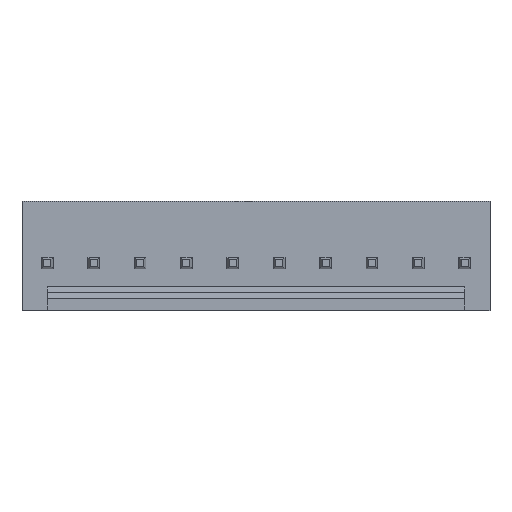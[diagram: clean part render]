
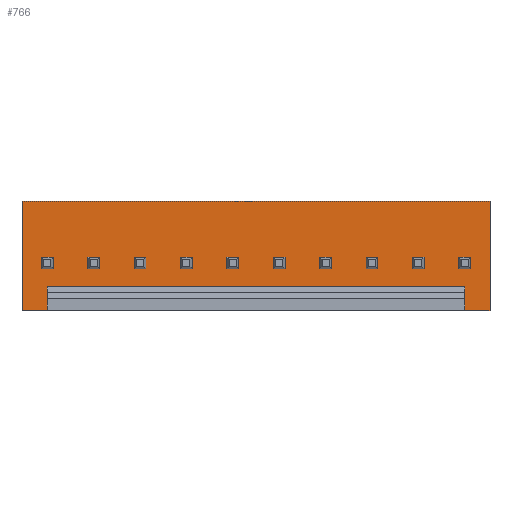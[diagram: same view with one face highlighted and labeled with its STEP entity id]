
A CAD part, top view. The second image highlights one B-rep face of the part: STEP entity #766.
In plain terms, the highlighted planar face has unit normal (0, 0, 1).
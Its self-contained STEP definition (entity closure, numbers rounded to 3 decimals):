
#766=ADVANCED_FACE('',(#1307),#1309,.T.);
#1307=FACE_BOUND('',#1308,.T.);
#1308=EDGE_LOOP('',(#1754,#1755,#1756,#1757,#1758,#1759,#1760,#1761));
#1309=PLANE('',#1310);
#1310=AXIS2_PLACEMENT_3D('',#1311,#1312,#1313);
#1311=CARTESIAN_POINT('',(24.255,-1.6,3.));
#1312=DIRECTION('',(0.,-0.,1.));
#1313=DIRECTION('',(0.,1.,0.));
#1754=ORIENTED_EDGE('',*,*,#2014,.T.);
#1755=ORIENTED_EDGE('',*,*,#1939,.T.);
#1756=ORIENTED_EDGE('',*,*,#2015,.F.);
#1757=ORIENTED_EDGE('',*,*,#1925,.F.);
#1758=ORIENTED_EDGE('',*,*,#2016,.F.);
#1759=ORIENTED_EDGE('',*,*,#2017,.F.);
#1760=ORIENTED_EDGE('',*,*,#2018,.T.);
#1761=ORIENTED_EDGE('',*,*,#1921,.F.);
#1921=EDGE_CURVE('',#2144,#2146,#2147,.F.);
#1925=EDGE_CURVE('',#2152,#2154,#2155,.F.);
#1939=EDGE_CURVE('',#2182,#2180,#2183,.T.);
#2014=EDGE_CURVE('',#2144,#2182,#2293,.T.);
#2015=EDGE_CURVE('',#2154,#2180,#2294,.T.);
#2016=EDGE_CURVE('',#2295,#2152,#2296,.T.);
#2017=EDGE_CURVE('',#2297,#2295,#2298,.T.);
#2018=EDGE_CURVE('',#2297,#2146,#2299,.T.);
#2144=VERTEX_POINT('',#2525);
#2146=VERTEX_POINT('',#2529);
#2147=LINE('',#2530,#2531);
#2152=VERTEX_POINT('',#2541);
#2154=VERTEX_POINT('',#2545);
#2155=LINE('',#2546,#2547);
#2180=VERTEX_POINT('',#2597);
#2182=VERTEX_POINT('',#2601);
#2183=LINE('',#2602,#2603);
#2293=LINE('',#2862,#2863);
#2294=LINE('',#2865,#2866);
#2295=VERTEX_POINT('',#2868);
#2296=LINE('',#2869,#2870);
#2297=VERTEX_POINT('',#2872);
#2298=LINE('',#2873,#2874);
#2299=LINE('',#2876,#2877);
#2525=CARTESIAN_POINT('',(24.255,-2.6,3.));
#2529=CARTESIAN_POINT('',(22.86,-2.6,3.));
#2530=CARTESIAN_POINT('',(22.86,-2.6,3.));
#2531=VECTOR('',#2532,1.);
#2532=DIRECTION('',(1.,0.,0.));
#2541=CARTESIAN_POINT('',(0.,-2.6,3.));
#2545=CARTESIAN_POINT('',(-1.395,-2.6,3.));
#2546=CARTESIAN_POINT('',(-1.395,-2.6,3.));
#2547=VECTOR('',#2548,1.);
#2548=DIRECTION('',(1.,0.,0.));
#2597=CARTESIAN_POINT('',(-1.395,3.4,3.));
#2601=CARTESIAN_POINT('',(24.255,3.4,3.));
#2602=CARTESIAN_POINT('',(24.255,3.4,3.));
#2603=VECTOR('',#2604,1.);
#2604=DIRECTION('',(-1.,0.,0.));
#2862=CARTESIAN_POINT('',(24.255,-2.6,3.));
#2863=VECTOR('',#2864,1.);
#2864=DIRECTION('',(0.,1.,0.));
#2865=CARTESIAN_POINT('',(-1.395,-2.6,3.));
#2866=VECTOR('',#2867,1.);
#2867=DIRECTION('',(0.,1.,0.));
#2868=CARTESIAN_POINT('',(0.,-1.6,3.));
#2869=CARTESIAN_POINT('',(0.,-1.6,3.));
#2870=VECTOR('',#2871,1.);
#2871=DIRECTION('',(0.,-1.,0.));
#2872=CARTESIAN_POINT('',(22.86,-1.6,3.));
#2873=CARTESIAN_POINT('',(22.86,-1.6,3.));
#2874=VECTOR('',#2875,1.);
#2875=DIRECTION('',(-1.,0.,0.));
#2876=CARTESIAN_POINT('',(22.86,-1.6,3.));
#2877=VECTOR('',#2878,1.);
#2878=DIRECTION('',(0.,-1.,0.));
